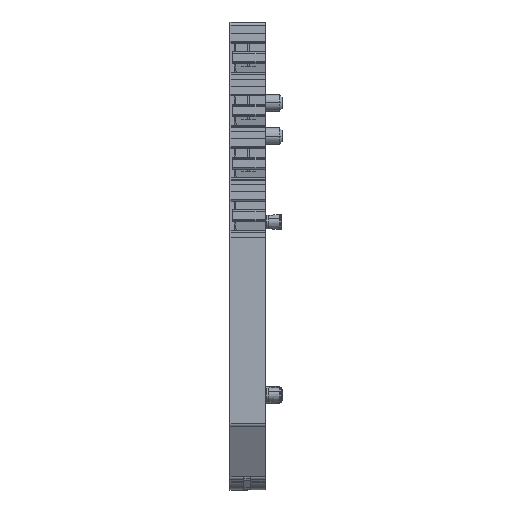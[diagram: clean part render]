
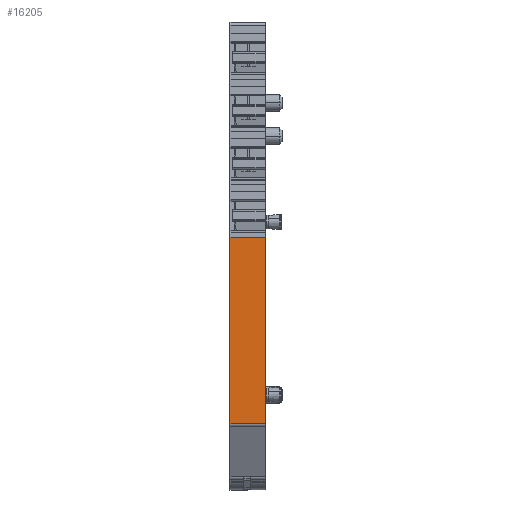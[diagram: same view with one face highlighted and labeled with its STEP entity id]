
A CAD part, front view. The second image highlights one B-rep face of the part: STEP entity #16205.
In plain terms, the highlighted planar face has unit normal (0, -1, 0).
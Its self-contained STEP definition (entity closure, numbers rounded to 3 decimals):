
#16185=AXIS2_PLACEMENT_3D('Plane Axis2P3D',#16182,#16183,#16184) ;
#1437=CARTESIAN_POINT('Vertex',(0.,0.,9.835)) ;
#1440=CARTESIAN_POINT('Line Origine',(0.,0.,23.642)) ;
#1444=CARTESIAN_POINT('Vertex',(0.,0.,37.45)) ;
#16163=CARTESIAN_POINT('Line Origine',(2.6,0.,37.45)) ;
#16167=CARTESIAN_POINT('Vertex',(5.2,0.,37.45)) ;
#16182=CARTESIAN_POINT('Axis2P3D Location',(0.,0.,43.7)) ;
#16187=CARTESIAN_POINT('Line Origine',(2.6,0.,9.835)) ;
#16191=CARTESIAN_POINT('Vertex',(5.2,0.,9.835)) ;
#16194=CARTESIAN_POINT('Line Origine',(5.2,0.,23.642)) ;
#1441=DIRECTION('Vector Direction',(0.,0.,1.)) ;
#16164=DIRECTION('Vector Direction',(1.,0.,0.)) ;
#16183=DIRECTION('Axis2P3D Direction',(0.,-1.,0.)) ;
#16184=DIRECTION('Axis2P3D XDirection',(0.,0.,-1.)) ;
#16188=DIRECTION('Vector Direction',(1.,0.,0.)) ;
#16195=DIRECTION('Vector Direction',(0.,0.,1.)) ;
#1442=VECTOR('Line Direction',#1441,1.) ;
#16165=VECTOR('Line Direction',#16164,1.) ;
#16189=VECTOR('Line Direction',#16188,1.) ;
#16196=VECTOR('Line Direction',#16195,1.) ;
#16200=ORIENTED_EDGE('',*,*,#1446,.F.) ;
#16201=ORIENTED_EDGE('',*,*,#16193,.T.) ;
#16202=ORIENTED_EDGE('',*,*,#16198,.T.) ;
#16203=ORIENTED_EDGE('',*,*,#16169,.F.) ;
#16205=ADVANCED_FACE('38989_KLTR_ZRV2_5.2\\Hauptk\X2\00F6\X0\rper',(#16204),#16186,.T.) ;
#1446=EDGE_CURVE('',#1438,#1445,#1443,.T.) ;
#16169=EDGE_CURVE('',#1445,#16168,#16166,.T.) ;
#16193=EDGE_CURVE('',#1438,#16192,#16190,.T.) ;
#16198=EDGE_CURVE('',#16192,#16168,#16197,.T.) ;
#16199=EDGE_LOOP('',(#16200,#16201,#16202,#16203)) ;
#16204=FACE_OUTER_BOUND('',#16199,.T.) ;
#1443=LINE('Line',#1440,#1442) ;
#16166=LINE('Line',#16163,#16165) ;
#16190=LINE('Line',#16187,#16189) ;
#16197=LINE('Line',#16194,#16196) ;
#16186=PLANE('',#16185) ;
#1438=VERTEX_POINT('',#1437) ;
#1445=VERTEX_POINT('',#1444) ;
#16168=VERTEX_POINT('',#16167) ;
#16192=VERTEX_POINT('',#16191) ;
